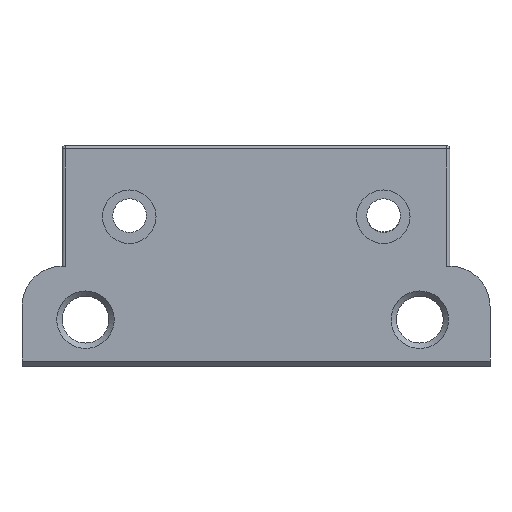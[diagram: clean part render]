
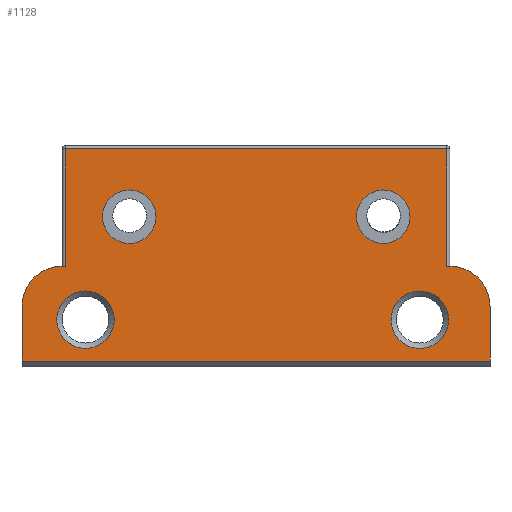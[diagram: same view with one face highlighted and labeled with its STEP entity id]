
A CAD part, front view. The second image highlights one B-rep face of the part: STEP entity #1128.
In plain terms, the highlighted face is planar.
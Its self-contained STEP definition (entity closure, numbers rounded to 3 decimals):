
#35=FACE_BOUND('',#233,.T.);
#36=FACE_BOUND('',#234,.T.);
#37=FACE_BOUND('',#235,.T.);
#38=FACE_BOUND('',#236,.T.);
#65=CIRCLE('',#1245,3.);
#66=CIRCLE('',#1246,3.);
#67=CIRCLE('',#1247,1.259);
#68=CIRCLE('',#1248,2.15);
#69=CIRCLE('',#1249,2.15);
#70=CIRCLE('',#1250,1.259);
#104=PLANE('',#1244);
#159=FACE_OUTER_BOUND('',#232,.T.);
#232=EDGE_LOOP('',(#907,#908,#909,#910,#911,#912,#913,#914));
#233=EDGE_LOOP('',(#915));
#234=EDGE_LOOP('',(#916));
#235=EDGE_LOOP('',(#917));
#236=EDGE_LOOP('',(#918));
#347=LINE('',#1810,#446);
#353=LINE('',#1854,#452);
#359=LINE('',#1896,#458);
#360=LINE('',#1903,#459);
#361=LINE('',#1905,#460);
#362=LINE('',#1907,#461);
#446=VECTOR('',#1448,10.);
#452=VECTOR('',#1476,10.);
#458=VECTOR('',#1502,10.);
#459=VECTOR('',#1511,10.);
#460=VECTOR('',#1512,10.);
#461=VECTOR('',#1513,10.);
#539=VERTEX_POINT('',#1807);
#540=VERTEX_POINT('',#1809);
#547=VERTEX_POINT('',#1852);
#553=VERTEX_POINT('',#1885);
#554=VERTEX_POINT('',#1900);
#555=VERTEX_POINT('',#1902);
#556=VERTEX_POINT('',#1904);
#557=VERTEX_POINT('',#1906);
#558=VERTEX_POINT('',#1909);
#559=VERTEX_POINT('',#1911);
#560=VERTEX_POINT('',#1913);
#561=VERTEX_POINT('',#1915);
#658=EDGE_CURVE('',#539,#540,#347,.T.);
#672=EDGE_CURVE('',#547,#539,#353,.T.);
#685=EDGE_CURVE('',#553,#547,#359,.T.);
#686=EDGE_CURVE('',#553,#554,#65,.T.);
#687=EDGE_CURVE('',#555,#554,#360,.T.);
#688=EDGE_CURVE('',#556,#555,#361,.T.);
#689=EDGE_CURVE('',#556,#557,#362,.T.);
#690=EDGE_CURVE('',#557,#540,#66,.T.);
#691=EDGE_CURVE('',#558,#558,#67,.T.);
#692=EDGE_CURVE('',#559,#559,#68,.T.);
#693=EDGE_CURVE('',#560,#560,#69,.T.);
#694=EDGE_CURVE('',#561,#561,#70,.T.);
#907=ORIENTED_EDGE('',*,*,#658,.F.);
#908=ORIENTED_EDGE('',*,*,#672,.F.);
#909=ORIENTED_EDGE('',*,*,#685,.F.);
#910=ORIENTED_EDGE('',*,*,#686,.T.);
#911=ORIENTED_EDGE('',*,*,#687,.F.);
#912=ORIENTED_EDGE('',*,*,#688,.F.);
#913=ORIENTED_EDGE('',*,*,#689,.T.);
#914=ORIENTED_EDGE('',*,*,#690,.T.);
#915=ORIENTED_EDGE('',*,*,#691,.F.);
#916=ORIENTED_EDGE('',*,*,#692,.F.);
#917=ORIENTED_EDGE('',*,*,#693,.F.);
#918=ORIENTED_EDGE('',*,*,#694,.F.);
#1128=ADVANCED_FACE('',(#159,#35,#36,#37,#38),#104,.T.);
#1244=AXIS2_PLACEMENT_3D('',#1899,#1507,#1508);
#1245=AXIS2_PLACEMENT_3D('',#1901,#1509,#1510);
#1246=AXIS2_PLACEMENT_3D('',#1908,#1514,#1515);
#1247=AXIS2_PLACEMENT_3D('',#1910,#1516,#1517);
#1248=AXIS2_PLACEMENT_3D('',#1912,#1518,#1519);
#1249=AXIS2_PLACEMENT_3D('',#1914,#1520,#1521);
#1250=AXIS2_PLACEMENT_3D('',#1916,#1522,#1523);
#1448=DIRECTION('',(0.,0.,-1.));
#1476=DIRECTION('',(-1.,0.,0.));
#1502=DIRECTION('',(0.,0.,1.));
#1507=DIRECTION('center_axis',(0.,1.,0.));
#1508=DIRECTION('ref_axis',(0.,0.,
-1.));
#1509=DIRECTION('center_axis',(0.,1.,0.));
#1510=DIRECTION('ref_axis',(0.707,0.,0.707));
#1511=DIRECTION('',(0.,0.,1.));
#1512=DIRECTION('',(1.,0.,0.));
#1513=DIRECTION('',(0.,0.,1.));
#1514=DIRECTION('center_axis',(0.,1.,0.));
#1515=DIRECTION('ref_axis',(-0.707,0.,0.707));
#1516=DIRECTION('center_axis',(0.,1.,0.));
#1517=DIRECTION('ref_axis',(-0.423,0.,-0.906));
#1518=DIRECTION('center_axis',(0.,1.,0.));
#1519=DIRECTION('ref_axis',(0.,0.,
-1.));
#1520=DIRECTION('center_axis',(0.,1.,0.));
#1521=DIRECTION('ref_axis',(0.,0.,
-1.));
#1522=DIRECTION('center_axis',(0.,1.,0.));
#1523=DIRECTION('ref_axis',(0.423,0.,-0.906));
#1807=CARTESIAN_POINT('',(-29.761,-51.,68.775));
#1809=CARTESIAN_POINT('',(-29.761,-51.,60.004));
#1810=CARTESIAN_POINT('',(-29.761,-51.,63.525));
#1852=CARTESIAN_POINT('',(-1.261,-51.,68.775));
#1854=CARTESIAN_POINT('',(-22.056,-51.,68.775));
#1885=CARTESIAN_POINT('',(-1.261,-51.,60.004));
#1896=CARTESIAN_POINT('',(-1.261,-51.,63.525));
#1899=CARTESIAN_POINT('Origin',(-28.556,-51.,69.025));
#1900=CARTESIAN_POINT('',(1.989,-51.,57.014));
#1901=CARTESIAN_POINT('Origin',(-1.011,-51.,57.014));
#1902=CARTESIAN_POINT('',(1.989,-51.,52.914));
#1903=CARTESIAN_POINT('',(1.989,-51.,64.52));
#1904=CARTESIAN_POINT('',(-33.011,-51.,52.914));
#1905=CARTESIAN_POINT('',(-10.133,-51.,52.914));
#1906=CARTESIAN_POINT('',(-33.011,-51.,57.014));
#1907=CARTESIAN_POINT('',(-33.011,-51.,60.52));
#1908=CARTESIAN_POINT('Origin',(-30.011,-51.,57.014));
#1909=CARTESIAN_POINT('',(-5.524,-51.,64.926));
#1910=CARTESIAN_POINT('Origin',(-6.056,-51.,63.785));
#1911=CARTESIAN_POINT('',(-2.761,-51.,58.157));
#1912=CARTESIAN_POINT('Origin',(-2.761,-51.,56.007));
#1913=CARTESIAN_POINT('',(-27.761,-51.,58.157));
#1914=CARTESIAN_POINT('Origin',(-27.761,-51.,56.007));
#1915=CARTESIAN_POINT('',(-25.588,-51.,64.965));
#1916=CARTESIAN_POINT('Origin',(-25.056,-51.,63.824));
